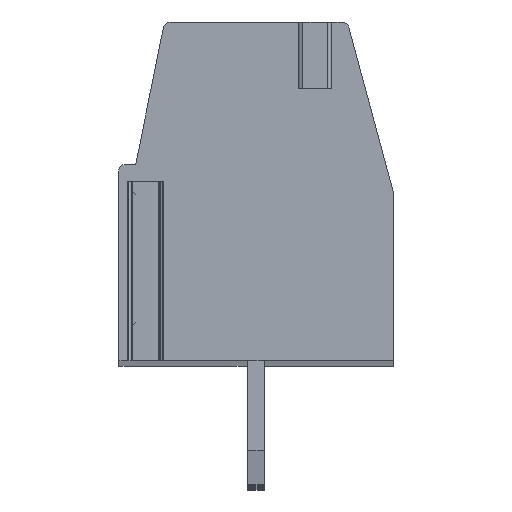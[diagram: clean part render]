
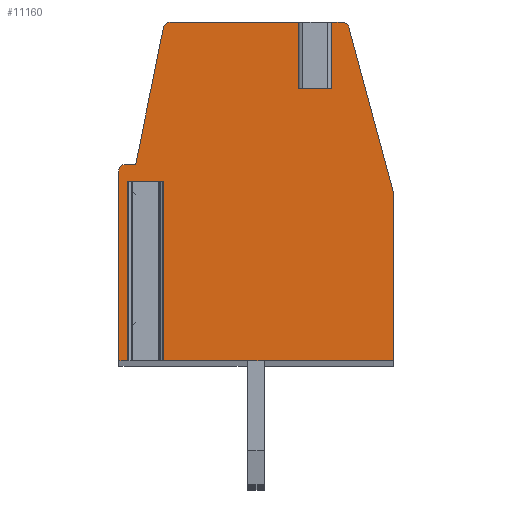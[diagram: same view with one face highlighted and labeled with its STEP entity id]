
A CAD part, top view. The second image highlights one B-rep face of the part: STEP entity #11160.
In plain terms, the highlighted planar face has unit normal (0, 0, 1).
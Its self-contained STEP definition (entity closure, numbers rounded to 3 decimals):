
#13=DIRECTION('',(-1.,0.,0.));
#14=VECTOR('',#13,1.07);
#15=CARTESIAN_POINT('',(-2.72,0.3,93.98));
#16=LINE('',#15,#14);
#17=DIRECTION('',(0.,-1.,0.));
#18=VECTOR('',#17,5.3);
#19=CARTESIAN_POINT('',(-3.79,0.3,93.98));
#20=LINE('',#19,#18);
#21=DIRECTION('',(1.,0.,0.));
#22=VECTOR('',#21,0.26);
#23=CARTESIAN_POINT('',(-4.05,-5.,93.98));
#24=LINE('',#23,#22);
#25=DIRECTION('',(0.,-1.,0.));
#26=VECTOR('',#25,5.6);
#27=CARTESIAN_POINT('',(-4.05,0.6,93.98));
#28=LINE('',#27,#26);
#29=CARTESIAN_POINT('',(-3.85,0.6,93.98));
#30=DIRECTION('',(0.,0.,1.));
#31=DIRECTION('',(0.,1.,0.));
#32=AXIS2_PLACEMENT_3D('',#29,#30,#31);
#34=DIRECTION('',(-1.,0.,0.));
#35=VECTOR('',#34,0.3);
#36=CARTESIAN_POINT('',(-3.55,0.8,93.98));
#37=LINE('',#36,#35);
#38=DIRECTION('',(-0.198,-0.98,0.));
#39=VECTOR('',#38,4.122);
#40=CARTESIAN_POINT('',(-2.732,4.84,93.98));
#41=LINE('',#40,#39);
#42=CARTESIAN_POINT('',(-2.536,4.8,93.98));
#43=DIRECTION('',(0.,0.,1.));
#44=DIRECTION('',(0.,1.,0.));
#45=AXIS2_PLACEMENT_3D('',#42,#43,#44);
#47=DIRECTION('',(-1.,0.,0.));
#48=VECTOR('',#47,3.981);
#49=CARTESIAN_POINT('',(1.445,5.,93.98));
#50=LINE('',#49,#48);
#51=DIRECTION('',(0.,-1.,0.));
#52=VECTOR('',#51,1.95);
#53=CARTESIAN_POINT('',(1.445,5.,93.98));
#54=LINE('',#53,#52);
#55=DIRECTION('',(-1.,0.,0.));
#56=VECTOR('',#55,0.6);
#57=CARTESIAN_POINT('',(2.045,3.05,93.98));
#58=LINE('',#57,#56);
#59=DIRECTION('',(0.,-1.,0.));
#60=VECTOR('',#59,1.95);
#61=CARTESIAN_POINT('',(2.045,5.,93.98));
#62=LINE('',#61,#60);
#63=DIRECTION('',(-1.,0.,0.));
#64=VECTOR('',#63,0.502);
#65=CARTESIAN_POINT('',(2.547,5.,93.98));
#66=LINE('',#65,#64);
#67=CARTESIAN_POINT('',(2.547,4.8,93.98));
#68=DIRECTION('',(0.,0.,1.));
#69=DIRECTION('',(0.965,0.261,0.));
#70=AXIS2_PLACEMENT_3D('',#67,#68,#69);
#72=DIRECTION('',(-0.261,0.965,0.));
#73=VECTOR('',#72,5.026);
#74=CARTESIAN_POINT('',(4.05,0.,93.98));
#75=LINE('',#74,#73);
#76=DIRECTION('',(0.,1.,0.));
#77=VECTOR('',#76,5.);
#78=CARTESIAN_POINT('',(4.05,-5.,93.98));
#79=LINE('',#78,#77);
#80=DIRECTION('',(1.,0.,0.));
#81=VECTOR('',#80,6.77);
#82=CARTESIAN_POINT('',(-2.72,-5.,93.98));
#83=LINE('',#82,#81);
#84=DIRECTION('',(0.,-1.,0.));
#85=VECTOR('',#84,5.3);
#86=CARTESIAN_POINT('',(-2.72,0.3,93.98));
#87=LINE('',#86,#85);
#8717=CARTESIAN_POINT('',(4.05,0.,93.98));
#8718=CARTESIAN_POINT('',(2.74,4.852,93.98));
#8719=VERTEX_POINT('',#8717);
#8720=VERTEX_POINT('',#8718);
#8721=CARTESIAN_POINT('',(2.547,5.,93.98));
#8722=VERTEX_POINT('',#8721);
#8723=CARTESIAN_POINT('',(-2.536,5.,93.98));
#8724=CARTESIAN_POINT('',(-2.732,4.84,93.98));
#8725=VERTEX_POINT('',#8723);
#8726=VERTEX_POINT('',#8724);
#8727=CARTESIAN_POINT('',(-3.55,0.8,93.98));
#8728=VERTEX_POINT('',#8727);
#8729=CARTESIAN_POINT('',(-3.85,0.8,93.98));
#8730=VERTEX_POINT('',#8729);
#8731=CARTESIAN_POINT('',(-4.05,0.6,93.98));
#8732=VERTEX_POINT('',#8731);
#8733=CARTESIAN_POINT('',(-4.05,-5.,93.98));
#8734=VERTEX_POINT('',#8733);
#8735=CARTESIAN_POINT('',(4.05,-5.,93.98));
#8736=VERTEX_POINT('',#8735);
#8797=CARTESIAN_POINT('',(2.045,3.05,93.98));
#8798=CARTESIAN_POINT('',(1.445,3.05,93.98));
#8799=VERTEX_POINT('',#8797);
#8800=VERTEX_POINT('',#8798);
#8801=CARTESIAN_POINT('',(1.445,5.,93.98));
#8802=VERTEX_POINT('',#8801);
#8803=CARTESIAN_POINT('',(2.045,5.,93.98));
#8804=VERTEX_POINT('',#8803);
#8817=CARTESIAN_POINT('',(-2.72,0.3,93.98));
#8818=CARTESIAN_POINT('',(-3.79,0.3,93.98));
#8819=VERTEX_POINT('',#8817);
#8820=VERTEX_POINT('',#8818);
#8821=CARTESIAN_POINT('',(-2.72,-5.,93.98));
#8822=VERTEX_POINT('',#8821);
#8823=CARTESIAN_POINT('',(-3.79,-5.,93.98));
#8824=VERTEX_POINT('',#8823);
#11117=CARTESIAN_POINT('',(0.,0.,93.98));
#11118=DIRECTION('',(0.,0.,1.));
#11119=DIRECTION('',(1.,0.,0.));
#11120=AXIS2_PLACEMENT_3D('',#11117,#11118,#11119);
#11121=PLANE('',#11120);
#11123=ORIENTED_EDGE('',*,*,#11122,.T.);
#11125=ORIENTED_EDGE('',*,*,#11124,.T.);
#11127=ORIENTED_EDGE('',*,*,#11126,.F.);
#11129=ORIENTED_EDGE('',*,*,#11128,.F.);
#11131=ORIENTED_EDGE('',*,*,#11130,.F.);
#11133=ORIENTED_EDGE('',*,*,#11132,.F.);
#11135=ORIENTED_EDGE('',*,*,#11134,.F.);
#11137=ORIENTED_EDGE('',*,*,#11136,.F.);
#11139=ORIENTED_EDGE('',*,*,#11138,.F.);
#11141=ORIENTED_EDGE('',*,*,#11140,.T.);
#11143=ORIENTED_EDGE('',*,*,#11142,.F.);
#11145=ORIENTED_EDGE('',*,*,#11144,.F.);
#11147=ORIENTED_EDGE('',*,*,#11146,.F.);
#11149=ORIENTED_EDGE('',*,*,#11148,.F.);
#11151=ORIENTED_EDGE('',*,*,#11150,.F.);
#11153=ORIENTED_EDGE('',*,*,#11152,.F.);
#11155=ORIENTED_EDGE('',*,*,#11154,.F.);
#11157=ORIENTED_EDGE('',*,*,#11156,.F.);
#11158=EDGE_LOOP('',(#11123,#11125,#11127,#11129,#11131,#11133,#11135,#11137,
#11139,#11141,#11143,#11145,#11147,#11149,#11151,#11153,#11155,#11157));
#11159=FACE_OUTER_BOUND('',#11158,.F.);
#33=CIRCLE('',#32,0.2);
#46=CIRCLE('',#45,0.2);
#71=CIRCLE('',#70,0.2);
#11122=EDGE_CURVE('',#8819,#8820,#16,.T.);
#11124=EDGE_CURVE('',#8820,#8824,#20,.T.);
#11126=EDGE_CURVE('',#8734,#8824,#24,.T.);
#11128=EDGE_CURVE('',#8732,#8734,#28,.T.);
#11130=EDGE_CURVE('',#8730,#8732,#33,.T.);
#11132=EDGE_CURVE('',#8728,#8730,#37,.T.);
#11134=EDGE_CURVE('',#8726,#8728,#41,.T.);
#11136=EDGE_CURVE('',#8725,#8726,#46,.T.);
#11138=EDGE_CURVE('',#8802,#8725,#50,.T.);
#11140=EDGE_CURVE('',#8802,#8800,#54,.T.);
#11142=EDGE_CURVE('',#8799,#8800,#58,.T.);
#11144=EDGE_CURVE('',#8804,#8799,#62,.T.);
#11146=EDGE_CURVE('',#8722,#8804,#66,.T.);
#11148=EDGE_CURVE('',#8720,#8722,#71,.T.);
#11150=EDGE_CURVE('',#8719,#8720,#75,.T.);
#11152=EDGE_CURVE('',#8736,#8719,#79,.T.);
#11154=EDGE_CURVE('',#8822,#8736,#83,.T.);
#11156=EDGE_CURVE('',#8819,#8822,#87,.T.);
#11160=ADVANCED_FACE('',(#11159),#11121,.T.);
